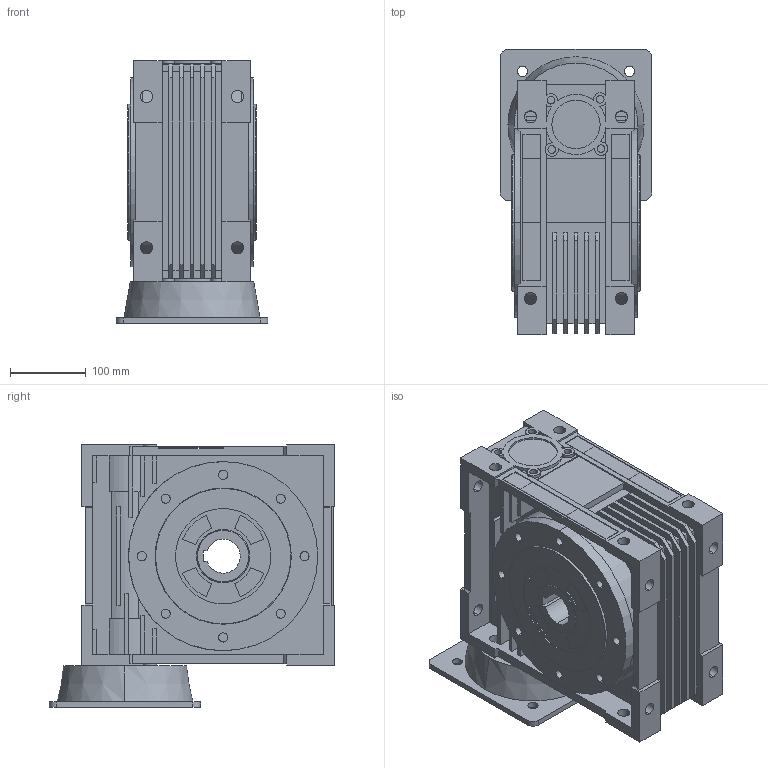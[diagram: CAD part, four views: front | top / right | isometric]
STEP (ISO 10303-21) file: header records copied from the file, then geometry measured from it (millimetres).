
FILE_DESCRIPTION (( 'STEP AP214' ), '1' );
FILE_NAME ('STP_4.5KW伺服_38_无_不配附件_空心轴.step', '2020-03-24T07:53:56', ( 'IT Division' ), ( 'IT' ), 'SwSTEP 2.0', 'SolidWorks 2016', '' );
FILE_SCHEMA (( 'AUTOMOTIVE_DESIGN' ));
Length unit declared in the file: millimetre
Products named in the file (1): STP_4.5KW伺服_38_无_不配附件_空心轴
Bounding box: 200 x 377.5 x 347.5 mm (x, y, z)
Volume: 12467424.1 mm3; surface area: 870873.3 mm2
Topology: 1 solids, 7 shells, 695 faces, 1768 edges, 1162 vertices
Faces by surface type: plane 453, cylinder 211, cone 17, torus 14
Entity records: 22344 total; most frequent: CARTESIAN_POINT 3690, DIRECTION 3653, ORIENTED_EDGE 3536, EDGE_CURVE 1768, VECTOR 1267, LINE 1267, AXIS2_PLACEMENT_3D 1193, VERTEX_POINT 1162
